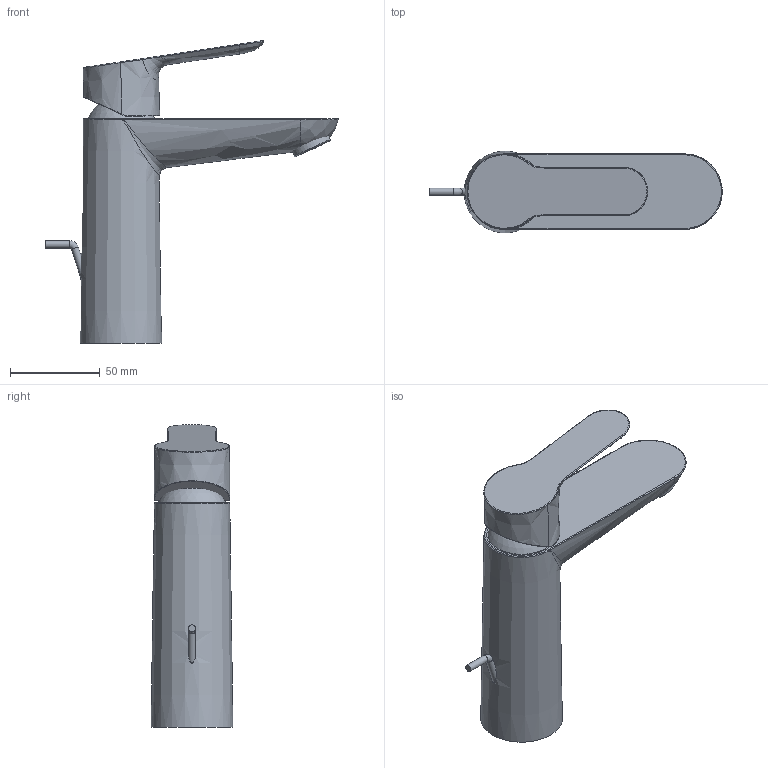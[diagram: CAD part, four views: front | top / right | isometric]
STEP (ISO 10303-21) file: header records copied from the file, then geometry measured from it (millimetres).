
FILE_DESCRIPTION(/* description */ ('Unknown'),/* implementation_level */ '2;1');
FILE_NAME(/* name */ '23758000',/* time_stamp */ '2022-09-01T16:47:24+02:00',/* author */ ('Unknown'),/* organization */ ('GROHE AG'),/* preprocessor_version */ 'ST-DEVELOPER v16.7',/* originating_system */ 'DEX',/* authorisation */ $);
FILE_SCHEMA (('AUTOMOTIVE_DESIGN {1 0 10303 214 3 1 1}'));
Products named in the file (6): 23758000; 40.2951.24300; 23758000_0; face1; 23758000_1
Assembly tree (5 placements, depth 2):
  23758000
    23758000
    40.2951.24300
    23758000_0
    face1
    23758000_1
Bounding box: 162.66 x 45.5 x 168.3 mm (x, y, z)
Volume: 316413.7 mm3; surface area: 48970.1 mm2
Topology: 5 solids, 7 shells, 3191 faces, 8448 edges, 5607 vertices
Faces by surface type: plane 2115, cylinder 721, cone 266, bspline 79, torus 8, sphere 2
Full cylindrical faces by diameter (mm): 4 x2, 4.2 x1, 13.95 x1, 15.7 x1, 16.05 x1, 16.15 x1, 16.831 x1, 17.1 x1, 17.75 x2, 20.15 x1, 20.88 x1, 21.205 x1, 21.5 x1, 22.45 x2, 23.87 x1, 31.5 x1, 36.8 x1, 38.9 x2
Entity records: 127608 total; most frequent: CARTESIAN_POINT 27386, ORIENTED_EDGE 16760, DIRECTION 15876, EDGE_CURVE 8380, AXIS2_PLACEMENT_3D 5643, VERTEX_POINT 5583, LINE 4590, VECTOR 4590
